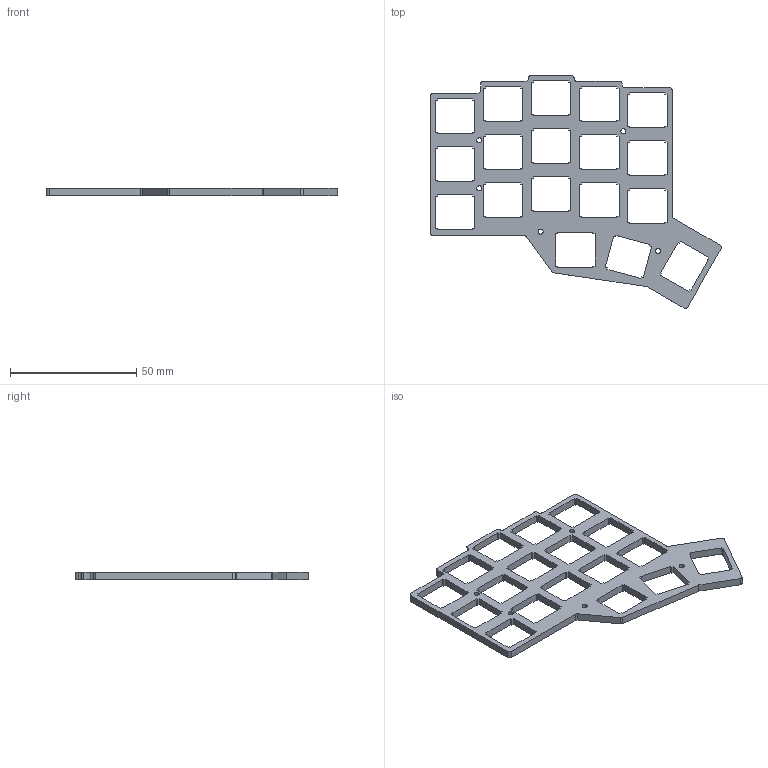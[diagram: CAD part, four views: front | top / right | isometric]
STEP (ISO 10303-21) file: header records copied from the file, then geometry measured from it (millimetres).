
FILE_DESCRIPTION(('HOOPS Exchange Step'),'2;1');
FILE_NAME('temp_export','2022-09-21T12:06:19-04:00',('mobile'),('Shapr3D Limited'),'HOOPS Exchange 2022.1','Shapr3D','Authorized');
FILE_SCHEMA( ('AP203_CONFIGURATION_CONTROLLED_3D_DESIGN_OF_MECHANICAL_PARTS_AND_ASSEMBLIES_MIM_LF') );
Length unit declared in the file: millimetre
Products named in the file (1): Plate
Bounding box: 115.16 x 92.15 x 3 mm (x, y, z)
Volume: 9723.9 mm3; surface area: 10875.1 mm2
Topology: 1 solids, 1 shells, 304 faces, 906 edges, 604 vertices
Faces by surface type: plane 282, cylinder 17, bspline 5
Entity records: 10825 total; most frequent: CARTESIAN_POINT 2545, ORIENTED_EDGE 1812, DIRECTION 1525, EDGE_CURVE 906, VECTOR 857, LINE 857, VERTEX_POINT 604, EDGE_LOOP 350
